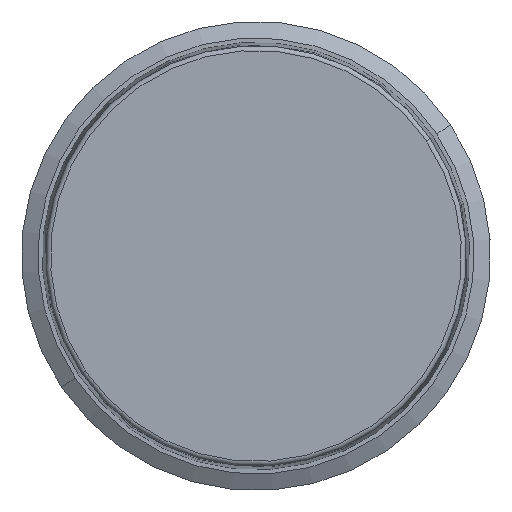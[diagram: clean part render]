
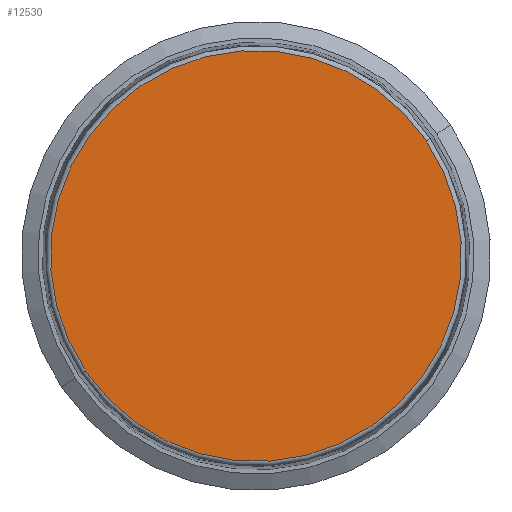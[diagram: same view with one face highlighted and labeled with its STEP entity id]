
A CAD part, left-side view. The second image highlights one B-rep face of the part: STEP entity #12530.
In plain terms, the highlighted planar face has unit normal (-1, 0, 0).
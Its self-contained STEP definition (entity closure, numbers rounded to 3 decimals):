
#12190=CARTESIAN_POINT('',(-12.55,-10.839,
7.318));
#12200=VERTEX_POINT('',#12190);
#12230=CARTESIAN_POINT('',(-12.55,0.,0.));
#12240=DIRECTION('',(-1.,0.,0.));
#12250=DIRECTION('',(0.,0.829,-0.56));
#12260=AXIS2_PLACEMENT_3D('',#12230,#12240,#12250);
#12270=CIRCLE('',#12260,13.078);
#12280=CARTESIAN_POINT('',(-12.55,10.839,
-7.318));
#12290=VERTEX_POINT('',#12280);
#12300=EDGE_CURVE('',#12200,#12290,#12270,.T.);
#12430=CARTESIAN_POINT('',(-12.55,5.42,
-3.659));
#12440=DIRECTION('',(-1.,0.,0.));
#12450=DIRECTION('',(-0.,-0.829,0.56));
#12460=AXIS2_PLACEMENT_3D('',#12430,#12440,#12450);
#12470=PLANE('',#12460);
#12480=EDGE_CURVE('',#12290,#12200,#12270,.T.);
#12490=ORIENTED_EDGE('',*,*,#12480,.T.);
#12500=ORIENTED_EDGE('',*,*,#12300,.T.);
#12510=EDGE_LOOP('',(#12500,#12490));
#12520=FACE_OUTER_BOUND('',#12510,.T.);
#12530=ADVANCED_FACE('',(#12520),#12470,.T.);
